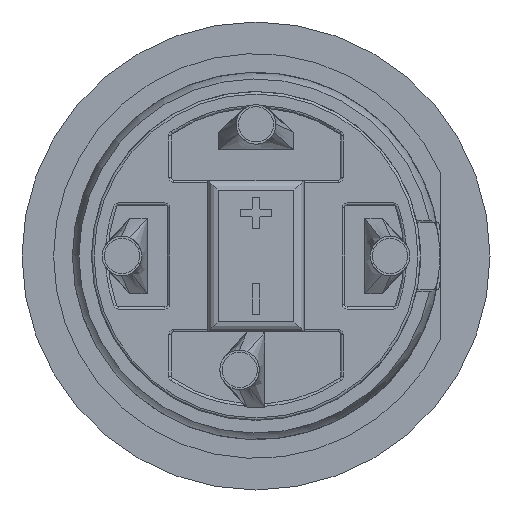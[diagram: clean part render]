
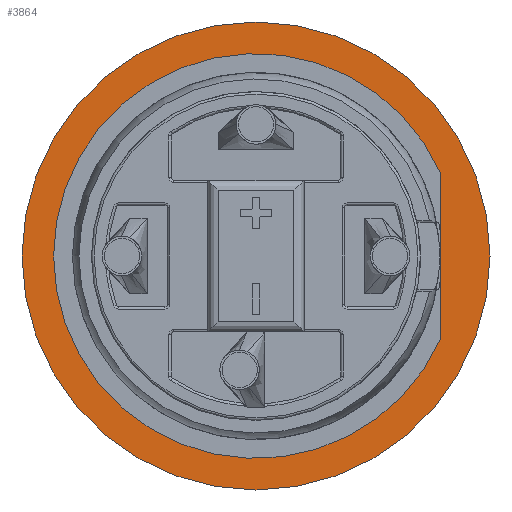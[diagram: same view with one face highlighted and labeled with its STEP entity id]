
A CAD part, front view. The second image highlights one B-rep face of the part: STEP entity #3864.
In plain terms, the highlighted planar face has unit normal (0, -1, 0).
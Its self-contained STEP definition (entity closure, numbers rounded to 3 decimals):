
#201=FACE_BOUND('',#644,.T.);
#410=FACE_OUTER_BOUND('',#643,.T.);
#643=EDGE_LOOP('',(#3514,#3515));
#644=EDGE_LOOP('',(#3516,#3517));
#1510=CIRCLE('',#4293,9.25);
#1511=CIRCLE('',#4294,9.25);
#1512=CIRCLE('',#4295,7.256);
#1513=CIRCLE('',#4296,7.256);
#1871=VERTEX_POINT('',#7091);
#1872=VERTEX_POINT('',#7092);
#1873=VERTEX_POINT('',#7095);
#1874=VERTEX_POINT('',#7096);
#2425=EDGE_CURVE('',#1871,#1872,#1510,.T.);
#2426=EDGE_CURVE('',#1872,#1871,#1511,.T.);
#2427=EDGE_CURVE('',#1873,#1874,#1512,.T.);
#2428=EDGE_CURVE('',#1874,#1873,#1513,.T.);
#3514=ORIENTED_EDGE('',*,*,#2425,.T.);
#3515=ORIENTED_EDGE('',*,*,#2426,.T.);
#3516=ORIENTED_EDGE('',*,*,#2427,.F.);
#3517=ORIENTED_EDGE('',*,*,#2428,.F.);
#3647=PLANE('',#4292);
#3864=ADVANCED_FACE('',(#410,#201),#3647,.T.);
#4292=AXIS2_PLACEMENT_3D('',#7090,#5452,#5453);
#4293=AXIS2_PLACEMENT_3D('',#7093,#5454,#5455);
#4294=AXIS2_PLACEMENT_3D('',#7094,#5456,#5457);
#4295=AXIS2_PLACEMENT_3D('',#7097,#5458,#5459);
#4296=AXIS2_PLACEMENT_3D('',#7098,#5460,#5461);
#5452=DIRECTION('center_axis',(0.,-1.,0.));
#5453=DIRECTION('ref_axis',(0.,0.,-1.));
#5454=DIRECTION('center_axis',(0.,-1.,0.));
#5455=DIRECTION('ref_axis',(1.,0.,0.));
#5456=DIRECTION('center_axis',(0.,-1.,0.));
#5457=DIRECTION('ref_axis',(1.,0.,0.));
#5458=DIRECTION('center_axis',(0.,-1.,0.));
#5459=DIRECTION('ref_axis',(1.,0.,0.));
#5460=DIRECTION('center_axis',(0.,-1.,0.));
#5461=DIRECTION('ref_axis',(1.,0.,0.));
#7090=CARTESIAN_POINT('Origin',(8.253,0.,0.));
#7091=CARTESIAN_POINT('',(9.25,0.,0.));
#7092=CARTESIAN_POINT('',(-9.25,0.,0.));
#7093=CARTESIAN_POINT('Origin',(0.,0.,0.));
#7094=CARTESIAN_POINT('Origin',(0.,0.,0.));
#7095=CARTESIAN_POINT('',(7.256,0.,0.));
#7096=CARTESIAN_POINT('',(-7.256,0.,0.));
#7097=CARTESIAN_POINT('Origin',(0.,0.,0.));
#7098=CARTESIAN_POINT('Origin',(0.,0.,0.));
